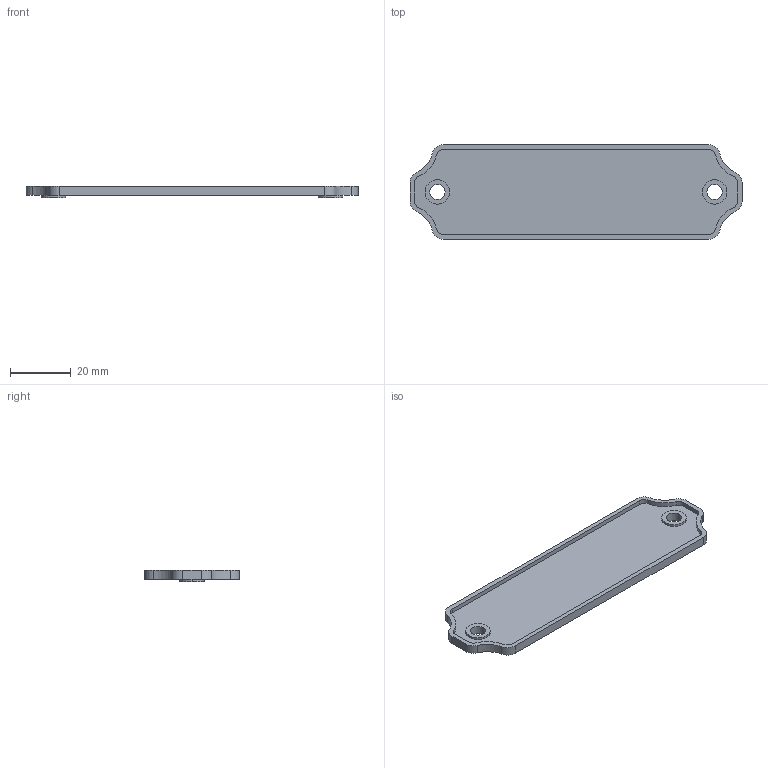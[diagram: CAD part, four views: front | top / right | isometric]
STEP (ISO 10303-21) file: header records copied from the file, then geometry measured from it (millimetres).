
FILE_DESCRIPTION (( 'STEP AP214' ), '1' );
FILE_NAME ('Pièce_Symetrique.STEP', '2025-09-11T22:41:15', ( '' ), ( '' ), 'SwSTEP 2.0', 'SolidWorks 2024', '' );
FILE_SCHEMA (( 'AUTOMOTIVE_DESIGN' ));
Length unit declared in the file: millimetre
Products named in the file (1): Pièce_Symetrique
Bounding box: 109 x 31 x 3.75 mm (x, y, z)
Volume: 5308.2 mm3; surface area: 7509.9 mm2
Topology: 1 solids, 1 shells, 51 faces, 132 edges, 88 vertices
Faces by surface type: cylinder 36, plane 15
Entity records: 1629 total; most frequent: DIRECTION 308, CARTESIAN_POINT 272, ORIENTED_EDGE 264, EDGE_CURVE 132, AXIS2_PLACEMENT_3D 124, VERTEX_POINT 88, CIRCLE 72, EDGE_LOOP 60
